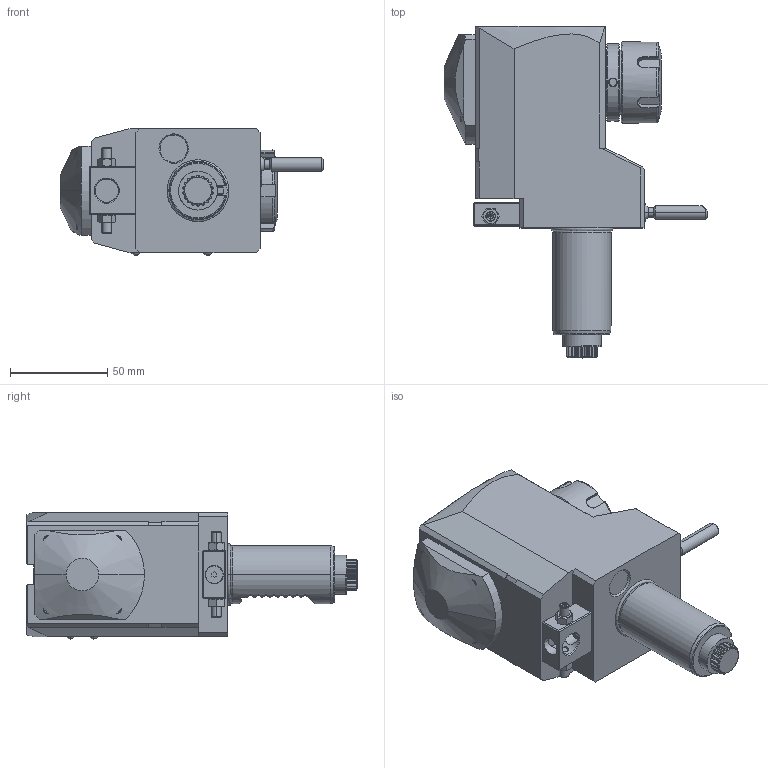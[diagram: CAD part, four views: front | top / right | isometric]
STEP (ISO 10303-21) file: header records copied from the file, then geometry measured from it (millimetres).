
FILE_DESCRIPTION((''),'2;1');
FILE_NAME('NGT1_30_431_25_1_1_75','2017-03-10T',('vali'),('NOVA GRUP'),'PRO/ENGINEER BY PARAMETRIC TECHNOLOGY CORPORATION, 2010280','PRO/ENGINEER BY PARAMETRIC TECHNOLOGY CORPORATION, 2010280','');
FILE_SCHEMA(('CONFIG_CONTROL_DESIGN'));
Length unit declared in the file: millimetre
Products named in the file (1): NGT1_30_431_25_1_1_75
Bounding box: 135.88 x 171 x 65.4 mm (x, y, z)
Volume: 563806.1 mm3; surface area: 54840.1 mm2
Topology: 1 solids, 1 shells, 538 faces, 1396 edges, 878 vertices
Faces by surface type: plane 216, cylinder 161, cone 85, bspline 56, torus 12, sphere 6, extrusion 2
Entity records: 23339 total; most frequent: CARTESIAN_POINT 10979, ORIENTED_EDGE 2760, DIRECTION 2236, EDGE_CURVE 1380, VERTEX_POINT 878, AXIS2_PLACEMENT_3D 786, VECTOR 664, LINE 662
